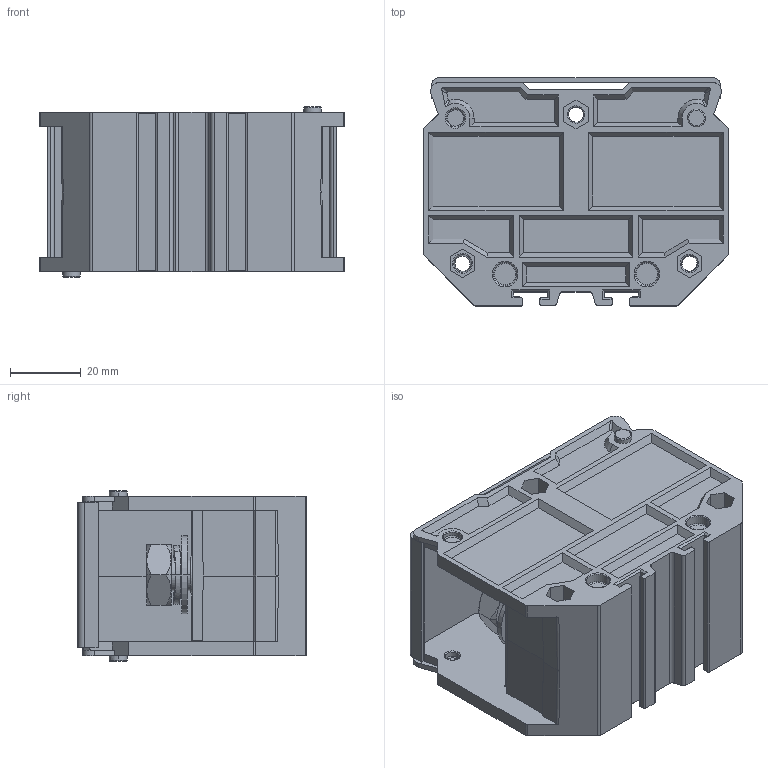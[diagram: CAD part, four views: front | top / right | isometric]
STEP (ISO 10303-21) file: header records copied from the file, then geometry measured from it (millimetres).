
FILE_DESCRIPTION((''),'2;1');
FILE_NAME('8YB510306_1_ASM_ASM','2018-11-14T',('Administrator'),(''),'PRO/ENGINEER BY PARAMETRIC TECHNOLOGY CORPORATION, 2008380','PRO/ENGINEER BY PARAMETRIC TECHNOLOGY CORPORATION, 2008380','');
FILE_SCHEMA(('CONFIG_CONTROL_DESIGN'));
Length unit declared in the file: millimetre
Products named in the file (5): BREP_WITH_VOIDS_35348; MANIFOLD_SOLID_BREP_38326; MANIFOLD_SOLID_BREP_38488; _8YB510306_1; 8YB510306_1_ASM_ASM
Assembly tree (7 placements, depth 2):
  8YB510306_1_ASM_ASM
    BREP_WITH_VOIDS_35348
    MANIFOLD_SOLID_BREP_38326  x2
    MANIFOLD_SOLID_BREP_38488  x2
    _8YB510306_1  x2
Bounding box: 86 x 64.35 x 48 mm (x, y, z)
Volume: 77473.4 mm3; surface area: 64483.8 mm2
Topology: 5 solids, 11 shells, 1043 faces, 2694 edges, 1705 vertices
Faces by surface type: plane 525, cylinder 254, torus 136, bspline 76, cone 48, extrusion 4
Entity records: 32957 total; most frequent: CARTESIAN_POINT 8579, ORIENTED_EDGE 5172, DIRECTION 4932, EDGE_CURVE 2586, AXIS2_PLACEMENT_3D 1698, VERTEX_POINT 1649, VECTOR 1536, LINE 1532
